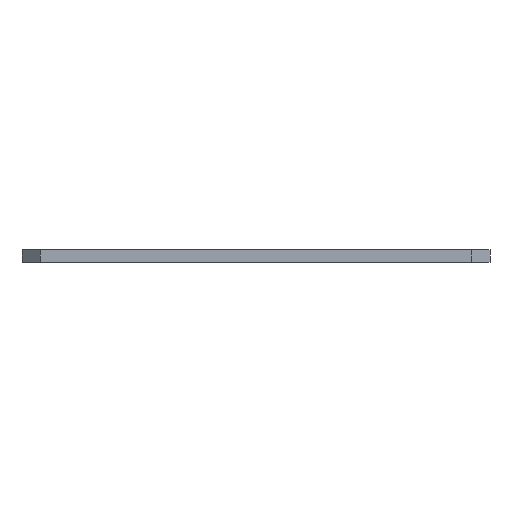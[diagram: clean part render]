
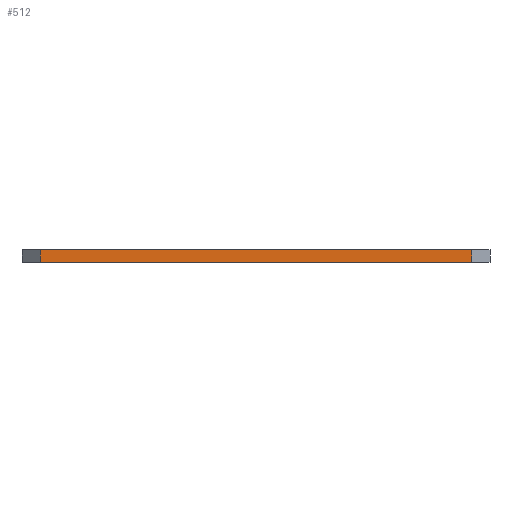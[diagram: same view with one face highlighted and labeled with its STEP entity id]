
A CAD part, front view. The second image highlights one B-rep face of the part: STEP entity #512.
In plain terms, the highlighted planar face has unit normal (0, -1, 0).
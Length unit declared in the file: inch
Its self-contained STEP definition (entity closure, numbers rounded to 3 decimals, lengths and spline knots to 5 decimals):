
#36 = LINE ( 'NONE', #602, #783 ) ;
#45 = VERTEX_POINT ( 'NONE', #786 ) ;
#52 = CARTESIAN_POINT ( 'NONE',  ( 4.21275, -5.90625, 0.125 ) ) ;
#83 = LINE ( 'NONE', #326, #332 ) ;
#84 = EDGE_CURVE ( 'NONE', #45, #517, #83, .T. ) ;
#93 = DIRECTION ( 'NONE',  ( 0., 0., 1. ) ) ;
#103 = CARTESIAN_POINT ( 'NONE',  ( -4.21275, -5.90625, 0.125 ) ) ;
#141 = EDGE_CURVE ( 'NONE', #45, #840, #816, .T. ) ;
#230 = CARTESIAN_POINT ( 'NONE',  ( -4.89005, -5.90625, -0.275 ) ) ;
#235 = VECTOR ( 'NONE', #923, 39.37008 ) ;
#261 = AXIS2_PLACEMENT_3D ( 'NONE', #230, #910, #455 ) ;
#282 = CARTESIAN_POINT ( 'NONE',  ( 4.21275, -5.90625, -0.125 ) ) ;
#295 = VERTEX_POINT ( 'NONE', #809 ) ;
#326 = CARTESIAN_POINT ( 'NONE',  ( -4.89005, -5.90625, 0.125 ) ) ;
#332 = VECTOR ( 'NONE', #397, 39.37008 ) ;
#360 = FACE_OUTER_BOUND ( 'NONE', #413, .T. ) ;
#397 = DIRECTION ( 'NONE',  ( -1., 0., 0. ) ) ;
#413 = EDGE_LOOP ( 'NONE', ( #740, #644, #775, #651 ) ) ;
#446 = PLANE ( 'NONE',  #261 ) ;
#455 = DIRECTION ( 'NONE',  ( 0., 0., 1. ) ) ;
#457 = CARTESIAN_POINT ( 'NONE',  ( 0., -5.90625, -0.125 ) ) ;
#512 = ADVANCED_FACE ( 'NONE', ( #360 ), #446, .F. ) ;
#517 = VERTEX_POINT ( 'NONE', #103 ) ;
#555 = EDGE_CURVE ( 'NONE', #295, #517, #36, .T. ) ;
#602 = CARTESIAN_POINT ( 'NONE',  ( -4.21275, -5.90625, 0.125 ) ) ;
#644 = ORIENTED_EDGE ( 'NONE', *, *, #141, .F. ) ;
#651 = ORIENTED_EDGE ( 'NONE', *, *, #555, .F. ) ;
#659 = LINE ( 'NONE', #457, #235 ) ;
#687 = VECTOR ( 'NONE', #801, 39.37008 ) ;
#740 = ORIENTED_EDGE ( 'NONE', *, *, #953, .F. ) ;
#775 = ORIENTED_EDGE ( 'NONE', *, *, #84, .T. ) ;
#783 = VECTOR ( 'NONE', #93, 39.37008 ) ;
#786 = CARTESIAN_POINT ( 'NONE',  ( 4.21275, -5.90625, 0.125 ) ) ;
#801 = DIRECTION ( 'NONE',  ( 0., 0., -1. ) ) ;
#809 = CARTESIAN_POINT ( 'NONE',  ( -4.21275, -5.90625, -0.125 ) ) ;
#816 = LINE ( 'NONE', #52, #687 ) ;
#840 = VERTEX_POINT ( 'NONE', #282 ) ;
#910 = DIRECTION ( 'NONE',  ( 0., 1., 0. ) ) ;
#923 = DIRECTION ( 'NONE',  ( -1., 0., 0. ) ) ;
#953 = EDGE_CURVE ( 'NONE', #840, #295, #659, .T. ) ;
